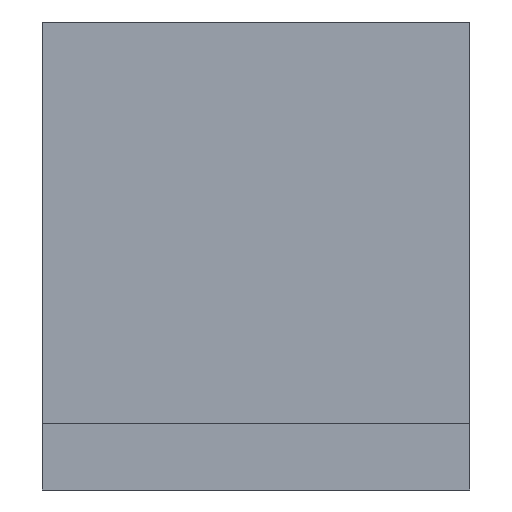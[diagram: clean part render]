
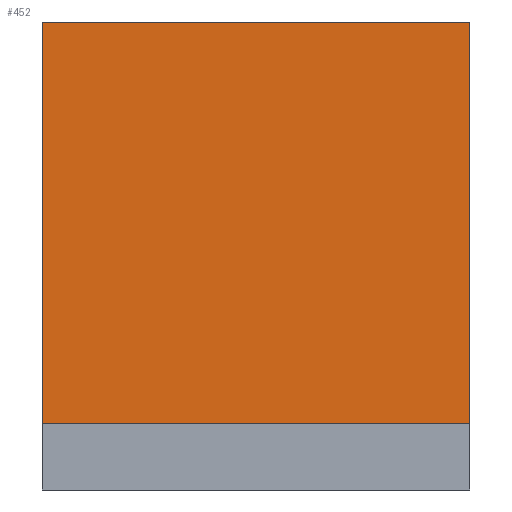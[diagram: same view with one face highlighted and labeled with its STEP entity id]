
A CAD part, left-side view. The second image highlights one B-rep face of the part: STEP entity #452.
In plain terms, the highlighted planar face has unit normal (-1, 0, 0).
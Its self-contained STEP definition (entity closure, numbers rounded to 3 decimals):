
#50=FACE_OUTER_BOUND('',#78,.T.);
#78=EDGE_LOOP('',(#355,#356,#357,#358));
#115=LINE('',#685,#167);
#125=LINE('',#715,#177);
#126=LINE('',#717,#178);
#127=LINE('',#718,#179);
#167=VECTOR('',#563,10.);
#177=VECTOR('',#591,10.);
#178=VECTOR('',#592,10.);
#179=VECTOR('',#593,10.);
#215=VERTEX_POINT('',#681);
#216=VERTEX_POINT('',#683);
#227=VERTEX_POINT('',#714);
#228=VERTEX_POINT('',#716);
#263=EDGE_CURVE('',#215,#216,#115,.T.);
#277=EDGE_CURVE('',#227,#216,#125,.T.);
#278=EDGE_CURVE('',#228,#227,#126,.T.);
#279=EDGE_CURVE('',#215,#228,#127,.T.);
#355=ORIENTED_EDGE('',*,*,#263,.T.);
#356=ORIENTED_EDGE('',*,*,#277,.F.);
#357=ORIENTED_EDGE('',*,*,#278,.F.);
#358=ORIENTED_EDGE('',*,*,#279,.F.);
#428=PLANE('',#504);
#452=ADVANCED_FACE('',(#50),#428,.T.);
#504=AXIS2_PLACEMENT_3D('',#713,#589,#590);
#563=DIRECTION('',(0.,-1.,0.));
#589=DIRECTION('center_axis',(-1.,0.,0.));
#590=DIRECTION('ref_axis',(0.,-1.,0.));
#591=DIRECTION('',(0.,0.,-1.));
#592=DIRECTION('',(0.,-1.,0.));
#593=DIRECTION('',(0.,0.,1.));
#681=CARTESIAN_POINT('',(-6.5,27.,0.));
#683=CARTESIAN_POINT('',(-6.5,-5.,0.));
#685=CARTESIAN_POINT('',(-6.5,19.,0.));
#713=CARTESIAN_POINT('Origin',(-6.5,27.,0.));
#714=CARTESIAN_POINT('',(-6.5,-5.,30.));
#715=CARTESIAN_POINT('',(-6.5,-5.,0.));
#716=CARTESIAN_POINT('',(-6.5,27.,30.));
#717=CARTESIAN_POINT('',(-6.5,27.,30.));
#718=CARTESIAN_POINT('',(-6.5,27.,0.));
